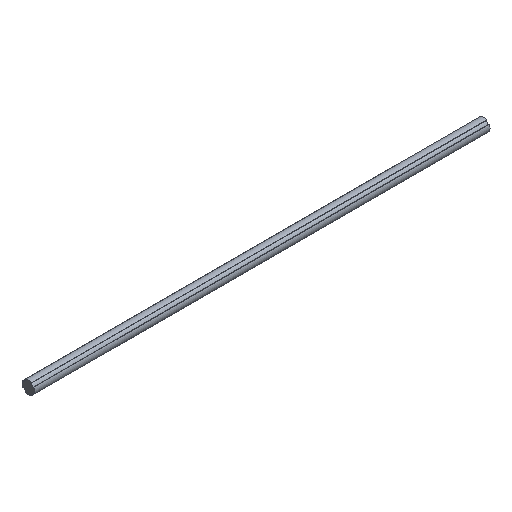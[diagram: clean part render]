
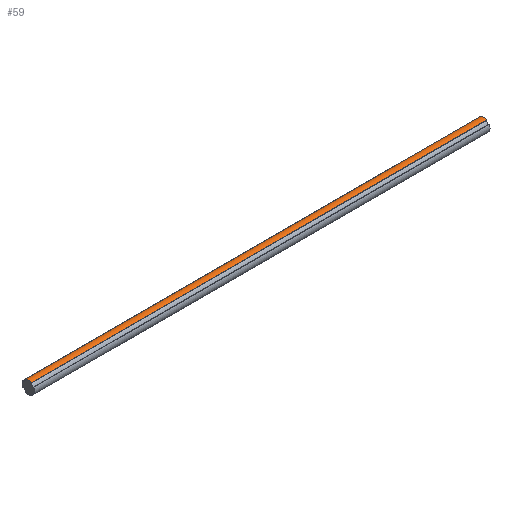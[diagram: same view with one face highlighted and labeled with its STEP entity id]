
A CAD part, isometric view. The second image highlights one B-rep face of the part: STEP entity #59.
In plain terms, the highlighted cylindrical face has radius 14 mm (diameter 28 mm), a partial arc.
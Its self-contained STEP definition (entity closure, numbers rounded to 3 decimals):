
#59=ADVANCED_FACE('',(#145),#146,.T.);
#145=FACE_OUTER_BOUND('',#255,.T.);
#146=CYLINDRICAL_SURFACE('',#256,14.);
#255=EDGE_LOOP('',(#359,#360,#361,#362));
#256=AXIS2_PLACEMENT_3D('',#363,#364,#365);
#359=ORIENTED_EDGE('',*,*,#688,.T.);
#360=ORIENTED_EDGE('',*,*,#689,.F.);
#361=ORIENTED_EDGE('',*,*,#690,.T.);
#362=ORIENTED_EDGE('',*,*,#691,.T.);
#363=CARTESIAN_POINT('',(0.0,0.,0.));
#364=DIRECTION('',(1.0,0.0,-0.0));
#365=DIRECTION('',(0.0,0.483,0.876));
#688=EDGE_CURVE('',#819,#820,#821,.T.);
#689=EDGE_CURVE('',#822,#820,#823,.T.);
#690=EDGE_CURVE('',#822,#824,#825,.T.);
#691=EDGE_CURVE('',#824,#819,#826,.T.);
#819=VERTEX_POINT('',#1014);
#820=VERTEX_POINT('',#1015);
#821=CIRCLE('',#1016,14.);
#822=VERTEX_POINT('',#1017);
#823=LINE('',#1018,#1019);
#824=VERTEX_POINT('',#1020);
#825=CIRCLE('',#1021,14.);
#826=LINE('',#1022,#1023);
#1014=CARTESIAN_POINT('',(1000.0,-6.76,12.26));
#1015=CARTESIAN_POINT('',(1000.0,6.76,12.26));
#1016=AXIS2_PLACEMENT_3D('',#1288,#1289,#1290);
#1017=CARTESIAN_POINT('',(0.0,6.76,12.26));
#1018=CARTESIAN_POINT('',(0.0,6.76,12.26));
#1019=VECTOR('',#1291,1.0);
#1020=CARTESIAN_POINT('',(0.0,-6.76,12.26));
#1021=AXIS2_PLACEMENT_3D('',#1292,#1293,#1294);
#1022=CARTESIAN_POINT('',(0.0,-6.76,12.26));
#1023=VECTOR('',#1295,1.0);
#1288=CARTESIAN_POINT('',(1000.0,0.,0.));
#1289=DIRECTION('',(-1.0,0.0,0.0));
#1290=DIRECTION('',(0.0,0.483,0.876));
#1291=DIRECTION('',(1.0,0.0,0.0));
#1292=CARTESIAN_POINT('',(0.0,0.,0.));
#1293=DIRECTION('',(1.0,0.0,-0.0));
#1294=DIRECTION('',(0.0,0.483,0.876));
#1295=DIRECTION('',(1.0,0.0,0.0));
